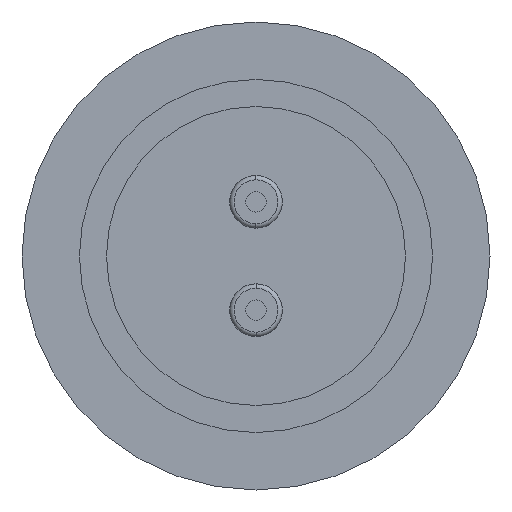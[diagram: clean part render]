
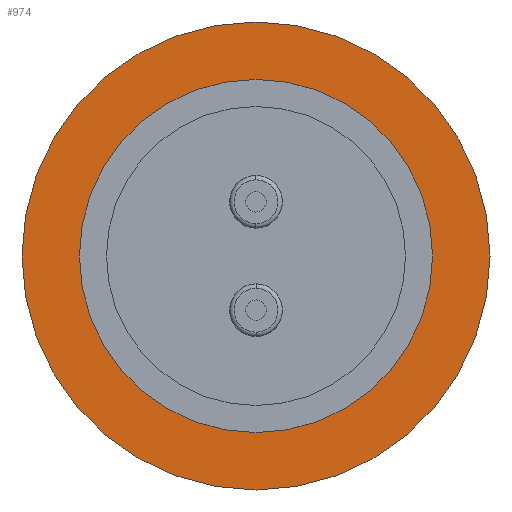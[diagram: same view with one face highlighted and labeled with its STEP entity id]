
A CAD part, front view. The second image highlights one B-rep face of the part: STEP entity #974.
In plain terms, the highlighted planar face has unit normal (0, -1, 0).
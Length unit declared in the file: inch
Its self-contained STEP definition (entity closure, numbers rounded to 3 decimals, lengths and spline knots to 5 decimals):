
#20 = FACE_BOUND ( 'NONE', #1932, .T. ) ;
#67 = CARTESIAN_POINT ( 'NONE',  ( 0., 0., 0.815 ) ) ;
#71 = CARTESIAN_POINT ( 'NONE',  ( 0., 0., 0. ) ) ;
#279 = CARTESIAN_POINT ( 'NONE',  ( 0., 0., 1.08 ) ) ;
#436 = CIRCLE ( 'NONE', #1627, 0.815 ) ;
#439 = AXIS2_PLACEMENT_3D ( 'NONE', #582, #1884, #1399 ) ;
#492 = CARTESIAN_POINT ( 'NONE',  ( -0.815, 0., 0. ) ) ;
#502 = CARTESIAN_POINT ( 'NONE',  ( 0., 0., 0. ) ) ;
#518 = DIRECTION ( 'NONE',  ( 0., 1., 0. ) ) ;
#568 = AXIS2_PLACEMENT_3D ( 'NONE', #492, #518, #1169 ) ;
#582 = CARTESIAN_POINT ( 'NONE',  ( 0., 0., 0. ) ) ;
#593 = VERTEX_POINT ( 'NONE', #1805 ) ;
#635 = CIRCLE ( 'NONE', #1052, 1.08 ) ;
#720 = VERTEX_POINT ( 'NONE', #67 ) ;
#746 = ORIENTED_EDGE ( 'NONE', *, *, #1404, .F. ) ;
#853 = DIRECTION ( 'NONE',  ( 0., 0., -1. ) ) ;
#974 = ADVANCED_FACE ( 'NONE', ( #20, #1994 ), #1967, .F. ) ;
#1052 = AXIS2_PLACEMENT_3D ( 'NONE', #1389, #2031, #1722 ) ;
#1071 = DIRECTION ( 'NONE',  ( 0., -1., 0. ) ) ;
#1116 = ORIENTED_EDGE ( 'NONE', *, *, #1301, .F. ) ;
#1169 = DIRECTION ( 'NONE',  ( 0., 0., 1. ) ) ;
#1301 = EDGE_CURVE ( 'NONE', #720, #593, #436, .T. ) ;
#1370 = DIRECTION ( 'NONE',  ( 0., 0., -1. ) ) ;
#1389 = CARTESIAN_POINT ( 'NONE',  ( 0., 0., 0. ) ) ;
#1399 = DIRECTION ( 'NONE',  ( 0., 0., -1. ) ) ;
#1404 = EDGE_CURVE ( 'NONE', #593, #720, #1980, .T. ) ;
#1407 = EDGE_CURVE ( 'NONE', #1916, #1859, #635, .T. ) ;
#1470 = EDGE_LOOP ( 'NONE', ( #1907, #1746 ) ) ;
#1627 = AXIS2_PLACEMENT_3D ( 'NONE', #502, #1818, #853 ) ;
#1630 = AXIS2_PLACEMENT_3D ( 'NONE', #71, #1071, #1370 ) ;
#1722 = DIRECTION ( 'NONE',  ( 0., 0., -1. ) ) ;
#1728 = CARTESIAN_POINT ( 'NONE',  ( 0., 0., -1.08 ) ) ;
#1736 = CIRCLE ( 'NONE', #439, 1.08 ) ;
#1746 = ORIENTED_EDGE ( 'NONE', *, *, #1870, .T. ) ;
#1805 = CARTESIAN_POINT ( 'NONE',  ( 0., 0., -0.815 ) ) ;
#1818 = DIRECTION ( 'NONE',  ( 0., -1., 0. ) ) ;
#1859 = VERTEX_POINT ( 'NONE', #279 ) ;
#1870 = EDGE_CURVE ( 'NONE', #1859, #1916, #1736, .T. ) ;
#1884 = DIRECTION ( 'NONE',  ( 0., -1., 0. ) ) ;
#1907 = ORIENTED_EDGE ( 'NONE', *, *, #1407, .T. ) ;
#1916 = VERTEX_POINT ( 'NONE', #1728 ) ;
#1932 = EDGE_LOOP ( 'NONE', ( #746, #1116 ) ) ;
#1967 = PLANE ( 'NONE',  #568 ) ;
#1980 = CIRCLE ( 'NONE', #1630, 0.815 ) ;
#1994 = FACE_OUTER_BOUND ( 'NONE', #1470, .T. ) ;
#2031 = DIRECTION ( 'NONE',  ( 0., -1., 0. ) ) ;
